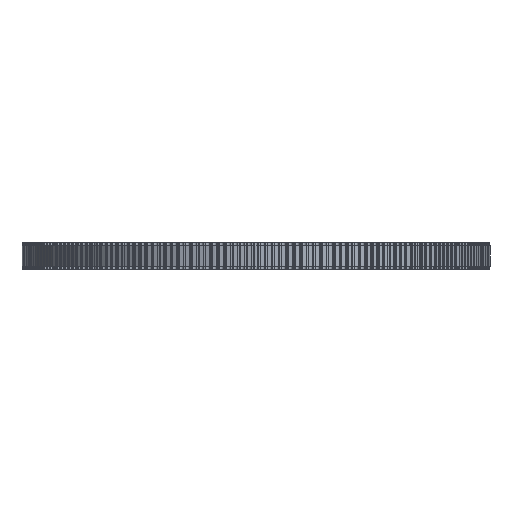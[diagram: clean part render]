
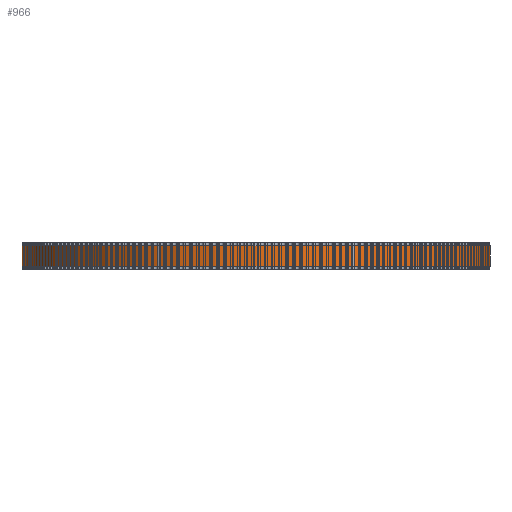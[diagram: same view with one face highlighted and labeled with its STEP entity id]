
A CAD part, front view. The second image highlights one B-rep face of the part: STEP entity #966.
In plain terms, the highlighted cylindrical face has radius 67.163 mm (diameter 134.327 mm), a full revolution.
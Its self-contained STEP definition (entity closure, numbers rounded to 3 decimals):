
#97=FACE_BOUND('',#3504,.T.);
#98=FACE_BOUND('',#3505,.T.);
#966=ADVANCED_FACE('',(#97,#98),#1811,.T.);
#1811=CYLINDRICAL_SURFACE('',#18711,67.163);
#3504=EDGE_LOOP('',(#10258));
#3505=EDGE_LOOP('',(#10259));
#10258=ORIENTED_EDGE('',*,*,#14482,.T.);
#10259=ORIENTED_EDGE('',*,*,#14483,.T.);
#11948=VERTEX_POINT('',#29700);
#11949=VERTEX_POINT('',#29702);
#14482=EDGE_CURVE('',#11948,#11948,#16172,.T.);
#14483=EDGE_CURVE('',#11949,#11949,#16173,.T.);
#16172=CIRCLE('',#18709,67.163);
#16173=CIRCLE('',#18710,67.163);
#18709=AXIS2_PLACEMENT_3D('',#29699,#24626,#24627);
#18710=AXIS2_PLACEMENT_3D('',#29701,#24628,#24629);
#18711=AXIS2_PLACEMENT_3D('',#29703,#24630,#24631);
#24626=DIRECTION('',(0.,0.,1.));
#24627=DIRECTION('',(1.,0.,0.));
#24628=DIRECTION('',(0.,0.,-1.));
#24629=DIRECTION('',(1.,0.,0.));
#24630=DIRECTION('',(0.,0.,1.));
#24631=DIRECTION('',(1.,0.,0.));
#29699=CARTESIAN_POINT('',(0.,0.,1.));
#29700=CARTESIAN_POINT('',(67.163,0.,1.));
#29701=CARTESIAN_POINT('',(0.,0.,7.));
#29702=CARTESIAN_POINT('',(67.163,0.,7.));
#29703=CARTESIAN_POINT('',(0.,0.,1.));
